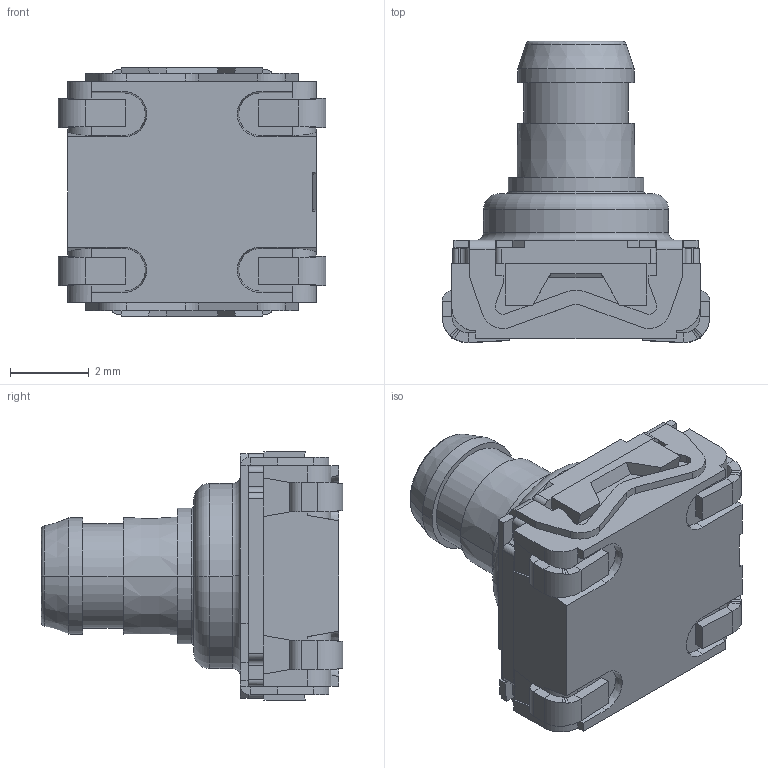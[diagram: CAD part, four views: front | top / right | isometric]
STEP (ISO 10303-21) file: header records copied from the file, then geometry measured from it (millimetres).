
FILE_DESCRIPTION((''),'2;1');
FILE_NAME('31M9J701FP','2013-02-12T',('eric.riffaud'),(''),'PRO/ENGINEER BY PARAMETRIC TECHNOLOGY CORPORATION, 2010160','PRO/ENGINEER BY PARAMETRIC TECHNOLOGY CORPORATION, 2010160','');
FILE_SCHEMA(('CONFIG_CONTROL_DESIGN'));
Length unit declared in the file: millimetre
Products named in the file (1): 31M9J701FP
Bounding box: 6.8 x 7.65 x 6.3 mm (x, y, z)
Volume: 137.2 mm3; surface area: 228.2 mm2
Topology: 1 solids, 1 shells, 370 faces, 983 edges, 612 vertices
Faces by surface type: plane 272, cylinder 64, bspline 16, cone 10, torus 8
Entity records: 12889 total; most frequent: CARTESIAN_POINT 2643, ORIENTED_EDGE 1966, DIRECTION 1813, EDGE_CURVE 983, VECTOR 749, LINE 749, VERTEX_POINT 612, AXIS2_PLACEMENT_3D 532
